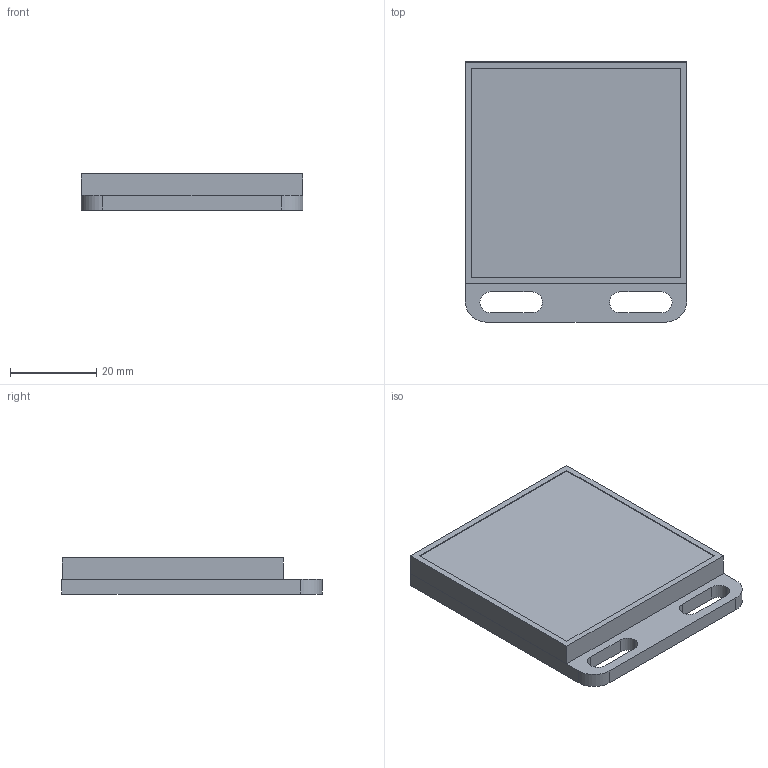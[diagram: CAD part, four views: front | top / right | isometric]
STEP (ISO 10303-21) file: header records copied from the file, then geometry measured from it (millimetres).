
FILE_DESCRIPTION (( 'STEP AP214' ), '1' );
FILE_NAME ('RL-113G.step', '2018-04-12T21:00:42', ( '' ), ( '' ), 'SwSTEP 2.0', 'SolidWorks 2017', '' );
FILE_SCHEMA (( 'AUTOMOTIVE_DESIGN' ));
Length unit declared in the file: inch
Products named in the file (1): RL-113G
Bounding box: 51.4 x 60.3 x 8.4 mm (x, y, z)
Volume: 22725.2 mm3; surface area: 7961.9 mm2
Topology: 1 solids, 1 shells, 28 faces, 72 edges, 48 vertices
Faces by surface type: plane 20, cylinder 8
Entity records: 900 total; most frequent: CARTESIAN_POINT 149, DIRECTION 146, ORIENTED_EDGE 144, EDGE_CURVE 72, VECTOR 56, LINE 56, VERTEX_POINT 48, AXIS2_PLACEMENT_3D 45
